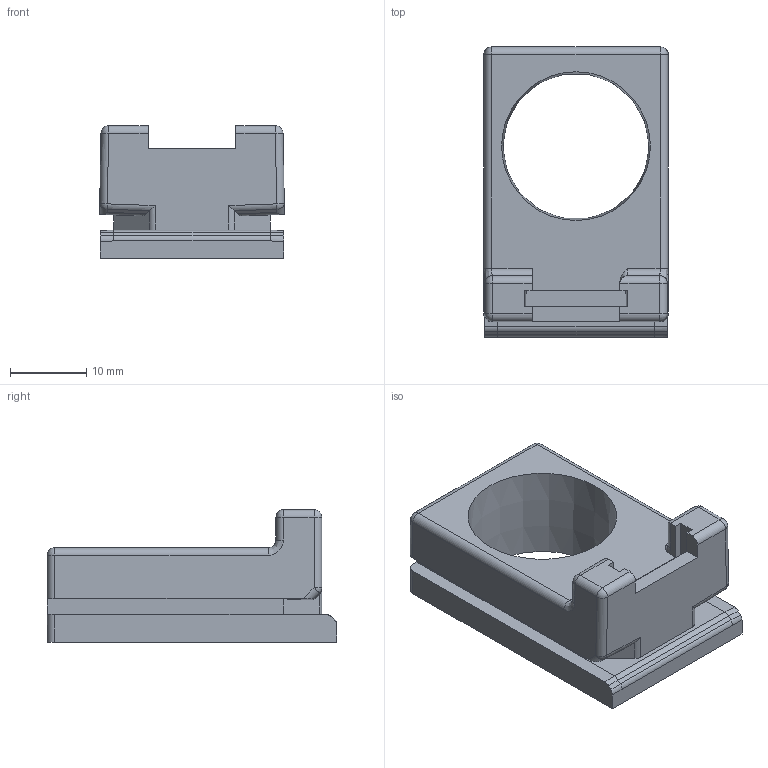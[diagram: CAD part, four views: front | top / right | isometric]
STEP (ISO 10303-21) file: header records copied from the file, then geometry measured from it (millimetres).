
FILE_DESCRIPTION(/* description */ (''),/* implementation_level */ '2;1');
FILE_NAME(/* name */ 'Pwr_Button_Mount_Upper.step',/* time_stamp */ '2018-10-31T11:31:02-06:00',/* author */ (''),/* organization */ (''),/* preprocessor_version */ 'ST-DEVELOPER v17.2',/* originating_system */ 'Autodesk Translation Framework v7.6.0.251',/* authorisation */ '');
FILE_SCHEMA (('AUTOMOTIVE_DESIGN { 1 0 10303 214 3 1 1 }'));
Length unit declared in the file: millimetre
Products named in the file (1): Mount V2
Bounding box: 24.23 x 38 x 17.4 mm (x, y, z)
Volume: 5527.8 mm3; surface area: 5064.3 mm2
Topology: 1 solids, 1 shells, 124 faces, 317 edges, 198 vertices
Faces by surface type: plane 73, cylinder 36, sphere 8, cone 4, bspline 2, torus 1
Entity records: 3780 total; most frequent: CARTESIAN_POINT 728, ORIENTED_EDGE 634, DIRECTION 632, EDGE_CURVE 317, LINE 218, VECTOR 218, AXIS2_PLACEMENT_3D 207, VERTEX_POINT 198
